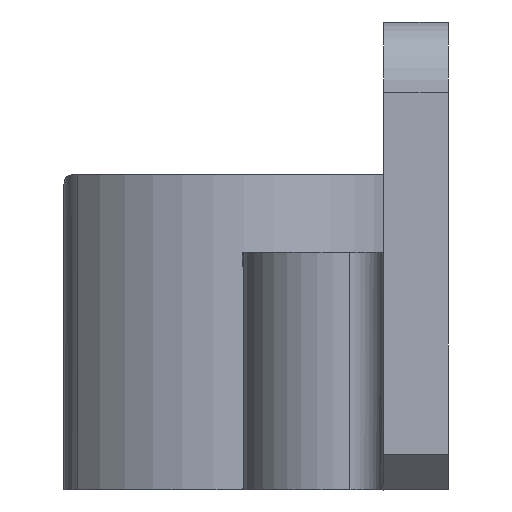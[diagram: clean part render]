
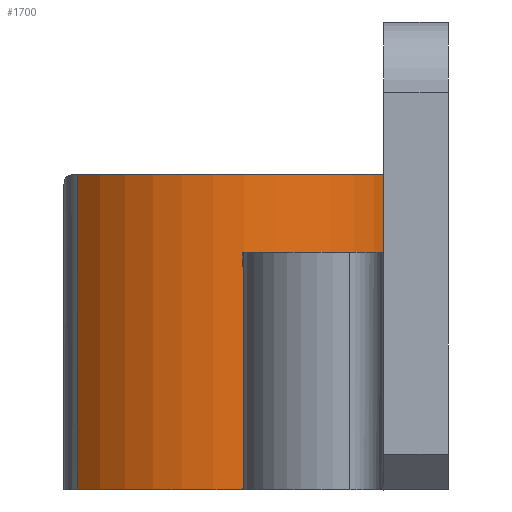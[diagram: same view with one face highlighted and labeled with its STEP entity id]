
A CAD part, left-side view. The second image highlights one B-rep face of the part: STEP entity #1700.
In plain terms, the highlighted cylindrical face has radius 3.176 mm (diameter 6.352 mm), a partial arc.
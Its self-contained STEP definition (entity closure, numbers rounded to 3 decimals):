
#205=FACE_OUTER_BOUND('',#302,.T.);
#302=EDGE_LOOP('',(#1410,#1411,#1412,#1413));
#423=LINE('',#3014,#549);
#435=LINE('',#3127,#561);
#549=VECTOR('',#2117,10.);
#561=VECTOR('',#2193,10.);
#639=CIRCLE('',#1848,3.176);
#643=CIRCLE('',#1857,3.176);
#745=VERTEX_POINT('',#3011);
#746=VERTEX_POINT('',#3013);
#768=VERTEX_POINT('',#3115);
#769=VERTEX_POINT('',#3125);
#959=EDGE_CURVE('',#745,#746,#423,.T.);
#990=EDGE_CURVE('',#746,#768,#639,.T.);
#996=EDGE_CURVE('',#769,#768,#435,.F.);
#997=EDGE_CURVE('',#745,#769,#643,.T.);
#1410=ORIENTED_EDGE('',*,*,#997,.T.);
#1411=ORIENTED_EDGE('',*,*,#996,.T.);
#1412=ORIENTED_EDGE('',*,*,#990,.F.);
#1413=ORIENTED_EDGE('',*,*,#959,.F.);
#1629=CYLINDRICAL_SURFACE('',#1856,3.176);
#1700=ADVANCED_FACE('',(#205),#1629,.T.);
#1848=AXIS2_PLACEMENT_3D('',#3116,#2175,#2176);
#1856=AXIS2_PLACEMENT_3D('',#3128,#2194,#2195);
#1857=AXIS2_PLACEMENT_3D('',#3129,#2196,#2197);
#2117=DIRECTION('',(0.,0.,1.));
#2175=DIRECTION('center_axis',(0.,0.,1.));
#2176=DIRECTION('ref_axis',(-0.648,0.762,0.));
#2193=DIRECTION('',(0.,0.,-1.));
#2194=DIRECTION('center_axis',(0.,0.,1.));
#2195=DIRECTION('ref_axis',(-0.648,0.762,0.));
#2196=DIRECTION('center_axis',(0.,0.,1.));
#2197=DIRECTION('ref_axis',(-0.648,0.762,0.));
#3011=CARTESIAN_POINT('',(34.798,16.373,0.4));
#3013=CARTESIAN_POINT('',(34.798,16.373,5.692));
#3014=CARTESIAN_POINT('',(34.798,16.373,0.4));
#3115=CARTESIAN_POINT('',(36.915,10.778,5.692));
#3116=CARTESIAN_POINT('Origin',(36.855,13.954,5.692));
#3125=CARTESIAN_POINT('',(36.915,10.778,0.4));
#3127=CARTESIAN_POINT('',(36.915,10.778,0.4));
#3128=CARTESIAN_POINT('Origin',(36.855,13.954,0.4));
#3129=CARTESIAN_POINT('Origin',(36.855,13.954,0.4));
